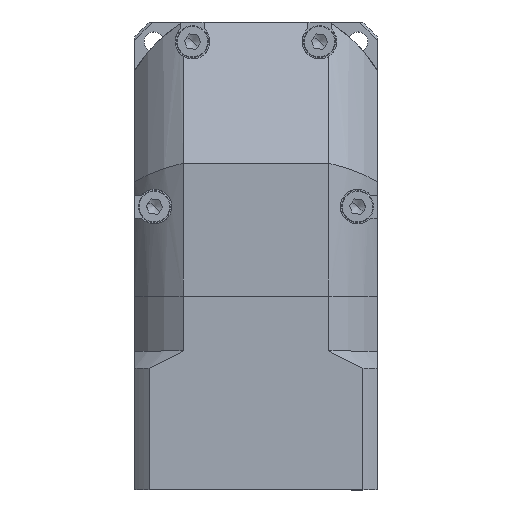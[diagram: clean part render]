
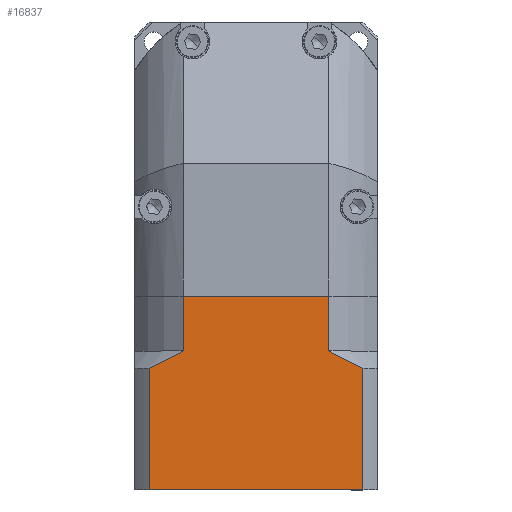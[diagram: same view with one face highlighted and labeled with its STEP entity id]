
A CAD part, top view. The second image highlights one B-rep face of the part: STEP entity #16837.
In plain terms, the highlighted face is planar.
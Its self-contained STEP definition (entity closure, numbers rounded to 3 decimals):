
#439 = DIRECTION ( 'NONE',  ( 0., 1., 0. ) ) ;
#550 = CARTESIAN_POINT ( 'NONE',  ( -22.089, 16.599, -21. ) ) ;
#877 = DIRECTION ( 'NONE',  ( -1., 0., 0. ) ) ;
#909 = CARTESIAN_POINT ( 'NONE',  ( -64., 18.52, -21. ) ) ;
#1074 = ORIENTED_EDGE ( 'NONE', *, *, #8163, .T. ) ;
#1202 = VECTOR ( 'NONE', #439, 1000. ) ;
#2175 = CARTESIAN_POINT ( 'NONE',  ( -64., 12.619, -21. ) ) ;
#2618 = CARTESIAN_POINT ( 'NONE',  ( -21., -18.52, -21. ) ) ;
#3074 = CARTESIAN_POINT ( 'NONE',  ( 0., 18.52, -21. ) ) ;
#3971 = FACE_OUTER_BOUND ( 'NONE', #22959, .T. ) ;
#4377 = ORIENTED_EDGE ( 'NONE', *, *, #6105, .T. ) ;
#4636 = AXIS2_PLACEMENT_3D ( 'NONE', #23999, #7504, #18104 ) ;
#5067 = CARTESIAN_POINT ( 'NONE',  ( -33.5, -12.619, -21. ) ) ;
#6105 = EDGE_CURVE ( 'NONE', #12212, #18520, #15189, .T. ) ;
#6220 = DIRECTION ( 'NONE',  ( 1., 0., 0. ) ) ;
#6512 = VECTOR ( 'NONE', #24885, 1000. ) ;
#6547 = CARTESIAN_POINT ( 'NONE',  ( -21., 18.52, -21. ) ) ;
#6722 = LINE ( 'NONE', #22700, #19686 ) ;
#6856 = CARTESIAN_POINT ( 'NONE',  ( -33.5, 18.52, -21. ) ) ;
#6915 = CARTESIAN_POINT ( 'NONE',  ( -23.107, -14.641, -21. ) ) ;
#7504 = DIRECTION ( 'NONE',  ( 0., 0., -1. ) ) ;
#7588 = ORIENTED_EDGE ( 'NONE', *, *, #21666, .T. ) ;
#7608 = EDGE_CURVE ( 'NONE', #18520, #11893, #22522, .T. ) ;
#7636 = PLANE ( 'NONE',  #4636 ) ;
#7972 = EDGE_CURVE ( 'NONE', #10084, #11448, #18831, .T. ) ;
#8163 = EDGE_CURVE ( 'NONE', #11448, #16195, #24915, .T. ) ;
#8534 = CARTESIAN_POINT ( 'NONE',  ( -21., 18.52, -21. ) ) ;
#8635 = EDGE_CURVE ( 'NONE', #12829, #10084, #21400, .T. ) ;
#9399 = ORIENTED_EDGE ( 'NONE', *, *, #7972, .T. ) ;
#10084 = VERTEX_POINT ( 'NONE', #23155 ) ;
#10089 = CARTESIAN_POINT ( 'NONE',  ( -33.5, 12.619, -21. ) ) ;
#10314 = CARTESIAN_POINT ( 'NONE',  ( -24., 12.619, -21. ) ) ;
#11448 = VERTEX_POINT ( 'NONE', #5067 ) ;
#11893 = VERTEX_POINT ( 'NONE', #3074 ) ;
#12212 = VERTEX_POINT ( 'NONE', #10314 ) ;
#12402 = CARTESIAN_POINT ( 'NONE',  ( -24., -12.619, -21. ) ) ;
#12829 = VERTEX_POINT ( 'NONE', #23840 ) ;
#13714 = ORIENTED_EDGE ( 'NONE', *, *, #19666, .T. ) ;
#14343 = CARTESIAN_POINT ( 'NONE',  ( -64., -12.619, -21. ) ) ;
#14615 = ORIENTED_EDGE ( 'NONE', *, *, #7608, .T. ) ;
#14620 = EDGE_CURVE ( 'NONE', #21234, #12829, #6722, .T. ) ;
#14796 = CARTESIAN_POINT ( 'NONE',  ( 0., -18.52, -21. ) ) ;
#14907 = CARTESIAN_POINT ( 'NONE',  ( -24., 12.619, -21. ) ) ;
#15033 = CARTESIAN_POINT ( 'NONE',  ( 0., 18.52, -21. ) ) ;
#15189 = B_SPLINE_CURVE_WITH_KNOTS ( 'NONE', 3,
 ( #14907, #22930, #550, #8534 ),
 .UNSPECIFIED., .F., .F.,
 ( 4, 4 ),
 ( 0., 0.007 ),
 .UNSPECIFIED. ) ;
#16195 = VERTEX_POINT ( 'NONE', #10089 ) ;
#16228 = VECTOR ( 'NONE', #877, 1000. ) ;
#16389 = ORIENTED_EDGE ( 'NONE', *, *, #8635, .T. ) ;
#16837 = ADVANCED_FACE ( 'NONE', ( #3971 ), #7636, .T. ) ;
#16856 = DIRECTION ( 'NONE',  ( 1., 0., 0. ) ) ;
#16916 = VECTOR ( 'NONE', #6220, 1000. ) ;
#16962 = CARTESIAN_POINT ( 'NONE',  ( -22.089, -16.599, -21. ) ) ;
#18104 = DIRECTION ( 'NONE',  ( -1., 0., 0. ) ) ;
#18520 = VERTEX_POINT ( 'NONE', #6547 ) ;
#18831 = LINE ( 'NONE', #14343, #16228 ) ;
#19666 = EDGE_CURVE ( 'NONE', #16195, #12212, #20501, .T. ) ;
#19686 = VECTOR ( 'NONE', #22315, 1000. ) ;
#20440 = VECTOR ( 'NONE', #16856, 1000. ) ;
#20501 = LINE ( 'NONE', #2175, #16916 ) ;
#21234 = VERTEX_POINT ( 'NONE', #14796 ) ;
#21400 = B_SPLINE_CURVE_WITH_KNOTS ( 'NONE', 3,
 ( #2618, #16962, #6915, #12402 ),
 .UNSPECIFIED., .F., .F.,
 ( 4, 4 ),
 ( 0., 0.007 ),
 .UNSPECIFIED. ) ;
#21666 = EDGE_CURVE ( 'NONE', #11893, #21234, #24763, .T. ) ;
#22315 = DIRECTION ( 'NONE',  ( -1., 0., 0. ) ) ;
#22383 = ORIENTED_EDGE ( 'NONE', *, *, #14620, .T. ) ;
#22522 = LINE ( 'NONE', #909, #20440 ) ;
#22700 = CARTESIAN_POINT ( 'NONE',  ( -64., -18.52, -21. ) ) ;
#22930 = CARTESIAN_POINT ( 'NONE',  ( -23.107, 14.641, -21. ) ) ;
#22959 = EDGE_LOOP ( 'NONE', ( #7588, #22383, #16389, #9399, #1074, #13714, #4377, #14615 ) ) ;
#23155 = CARTESIAN_POINT ( 'NONE',  ( -24., -12.619, -21. ) ) ;
#23840 = CARTESIAN_POINT ( 'NONE',  ( -21., -18.52, -21. ) ) ;
#23999 = CARTESIAN_POINT ( 'NONE',  ( -64., 18.52, -21. ) ) ;
#24763 = LINE ( 'NONE', #15033, #6512 ) ;
#24885 = DIRECTION ( 'NONE',  ( 0., -1., 0. ) ) ;
#24915 = LINE ( 'NONE', #6856, #1202 ) ;
